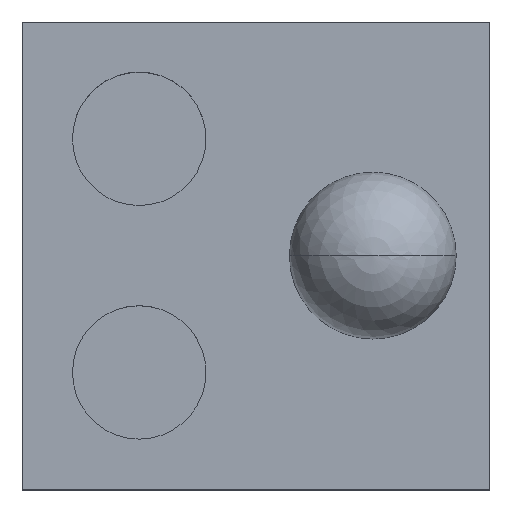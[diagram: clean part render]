
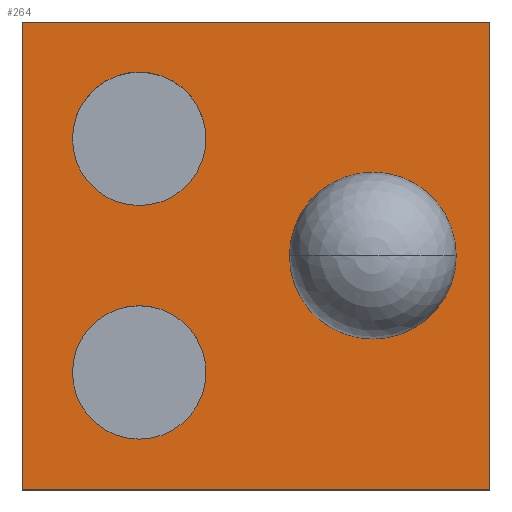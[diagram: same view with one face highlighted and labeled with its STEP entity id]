
A CAD part, top view. The second image highlights one B-rep face of the part: STEP entity #264.
In plain terms, the highlighted planar face has unit normal (0, 0, 1).
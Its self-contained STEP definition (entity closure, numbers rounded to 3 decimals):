
#33=DIRECTION('',(-1.,0.,0.));
#34=VECTOR('',#33,28.);
#35=CARTESIAN_POINT('',(14.,14.,40.));
#36=LINE('',#35,#34);
#37=DIRECTION('',(0.,1.,0.));
#38=VECTOR('',#37,28.);
#39=CARTESIAN_POINT('',(14.,-14.,40.));
#40=LINE('',#39,#38);
#41=DIRECTION('',(1.,0.,0.));
#42=VECTOR('',#41,28.);
#43=CARTESIAN_POINT('',(-14.,-14.,40.));
#44=LINE('',#43,#42);
#45=DIRECTION('',(0.,-1.,0.));
#46=VECTOR('',#45,28.);
#47=CARTESIAN_POINT('',(-14.,14.,40.));
#48=LINE('',#47,#46);
#49=CARTESIAN_POINT('',(7.,0.,40.));
#50=DIRECTION('',(0.,0.,1.));
#51=DIRECTION('',(-1.,0.,0.));
#52=AXIS2_PLACEMENT_3D('',#49,#50,#51);
#54=CARTESIAN_POINT('',(7.,0.,40.));
#55=DIRECTION('',(0.,0.,1.));
#56=DIRECTION('',(1.,0.,0.));
#57=AXIS2_PLACEMENT_3D('',#54,#55,#56);
#59=CARTESIAN_POINT('',(-7.,-7.,40.));
#60=DIRECTION('',(0.,0.,1.));
#61=DIRECTION('',(0.,1.,0.));
#62=AXIS2_PLACEMENT_3D('',#59,#60,#61);
#64=CARTESIAN_POINT('',(-7.,-7.,40.));
#65=DIRECTION('',(0.,0.,1.));
#66=DIRECTION('',(0.,-1.,0.));
#67=AXIS2_PLACEMENT_3D('',#64,#65,#66);
#69=CARTESIAN_POINT('',(-7.,7.,40.));
#70=DIRECTION('',(0.,0.,1.));
#71=DIRECTION('',(0.,1.,0.));
#72=AXIS2_PLACEMENT_3D('',#69,#70,#71);
#74=CARTESIAN_POINT('',(-7.,7.,40.));
#75=DIRECTION('',(0.,0.,1.));
#76=DIRECTION('',(0.,-1.,0.));
#77=AXIS2_PLACEMENT_3D('',#74,#75,#76);
#133=CARTESIAN_POINT('',(14.,14.,40.));
#134=CARTESIAN_POINT('',(-14.,14.,40.));
#135=VERTEX_POINT('',#133);
#136=VERTEX_POINT('',#134);
#137=CARTESIAN_POINT('',(-14.,-14.,40.));
#138=VERTEX_POINT('',#137);
#139=CARTESIAN_POINT('',(14.,-14.,40.));
#140=VERTEX_POINT('',#139);
#141=CARTESIAN_POINT('',(2.,0.,40.));
#142=CARTESIAN_POINT('',(12.,0.,40.));
#143=VERTEX_POINT('',#141);
#144=VERTEX_POINT('',#142);
#151=CARTESIAN_POINT('',(-7.,-3.,40.));
#152=CARTESIAN_POINT('',(-7.,-11.,40.));
#153=VERTEX_POINT('',#151);
#154=VERTEX_POINT('',#152);
#159=CARTESIAN_POINT('',(-7.,11.,40.));
#160=CARTESIAN_POINT('',(-7.,3.,40.));
#161=VERTEX_POINT('',#159);
#162=VERTEX_POINT('',#160);
#235=CARTESIAN_POINT('',(0.,0.,40.));
#236=DIRECTION('',(0.,0.,1.));
#237=DIRECTION('',(1.,0.,0.));
#238=AXIS2_PLACEMENT_3D('',#235,#236,#237);
#239=PLANE('',#238);
#240=ORIENTED_EDGE('',*,*,#187,.F.);
#241=ORIENTED_EDGE('',*,*,#202,.F.);
#242=ORIENTED_EDGE('',*,*,#216,.F.);
#243=ORIENTED_EDGE('',*,*,#229,.F.);
#244=EDGE_LOOP('',(#240,#241,#242,#243));
#245=FACE_OUTER_BOUND('',#244,.F.);
#247=ORIENTED_EDGE('',*,*,#246,.T.);
#249=ORIENTED_EDGE('',*,*,#248,.T.);
#250=EDGE_LOOP('',(#247,#249));
#251=FACE_BOUND('',#250,.F.);
#253=ORIENTED_EDGE('',*,*,#252,.T.);
#255=ORIENTED_EDGE('',*,*,#254,.T.);
#256=EDGE_LOOP('',(#253,#255));
#257=FACE_BOUND('',#256,.F.);
#259=ORIENTED_EDGE('',*,*,#258,.T.);
#261=ORIENTED_EDGE('',*,*,#260,.T.);
#262=EDGE_LOOP('',(#259,#261));
#263=FACE_BOUND('',#262,.F.);
#264=ADVANCED_FACE('',(#245,#251,#257,#263),#239,.T.);
#53=CIRCLE('',#52,5.);
#58=CIRCLE('',#57,5.);
#63=CIRCLE('',#62,4.);
#68=CIRCLE('',#67,4.);
#73=CIRCLE('',#72,4.);
#78=CIRCLE('',#77,4.);
#187=EDGE_CURVE('',#135,#136,#36,.T.);
#202=EDGE_CURVE('',#140,#135,#40,.T.);
#216=EDGE_CURVE('',#138,#140,#44,.T.);
#229=EDGE_CURVE('',#136,#138,#48,.T.);
#246=EDGE_CURVE('',#143,#144,#53,.T.);
#248=EDGE_CURVE('',#144,#143,#58,.T.);
#252=EDGE_CURVE('',#153,#154,#63,.T.);
#254=EDGE_CURVE('',#154,#153,#68,.T.);
#258=EDGE_CURVE('',#161,#162,#73,.T.);
#260=EDGE_CURVE('',#162,#161,#78,.T.);
